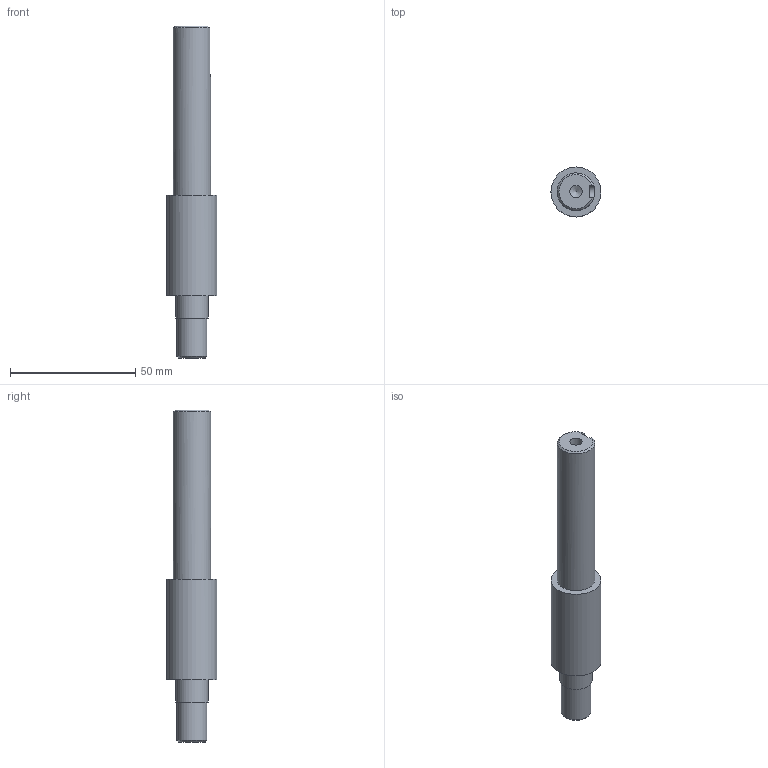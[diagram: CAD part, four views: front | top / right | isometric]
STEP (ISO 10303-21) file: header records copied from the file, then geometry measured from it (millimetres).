
FILE_DESCRIPTION(/* description */ (''),/* implementation_level */ '2;1');
FILE_NAME(/* name */ 'arbre2.stp',/* time_stamp */ '2021-03-29T18:06:51+02:00',/* author */ ('Utilisateur'),/* organization */ (''),/* preprocessor_version */ 'ST-DEVELOPER v16.5',/* originating_system */ 'Autodesk Inventor 2017',/* authorisation */ '');
FILE_SCHEMA (('AUTOMOTIVE_DESIGN { 1 0 10303 214 3 1 1 }'));
Length unit declared in the file: millimetre
Products named in the file (1): arbre2
Bounding box: 20 x 20 x 132.8 mm (x, y, z)
Volume: 27013 mm3; surface area: 7599.6 mm2
Topology: 1 solids, 1 shells, 17 faces, 34 edges, 22 vertices
Faces by surface type: plane 8, cylinder 6, cone 3
Full cylindrical faces by diameter (mm): 4.917 x1, 12 x1, 13 x1, 15 x1, 20 x1
Entity records: 435 total; most frequent: CARTESIAN_POINT 84, DIRECTION 71, ORIENTED_EDGE 50, AXIS2_PLACEMENT_3D 31, EDGE_LOOP 27, EDGE_CURVE 25, VERTEX_POINT 20, FACE_OUTER_BOUND 17
